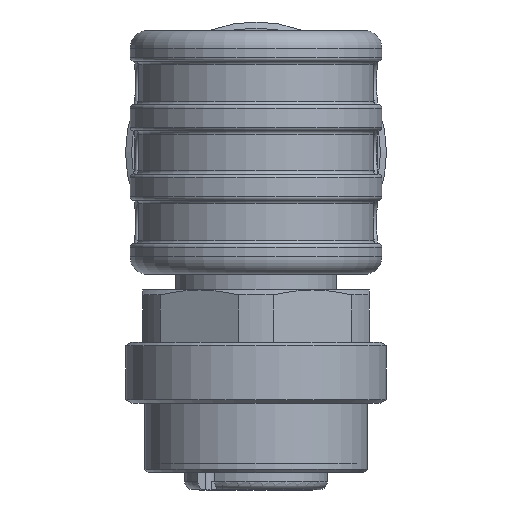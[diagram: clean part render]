
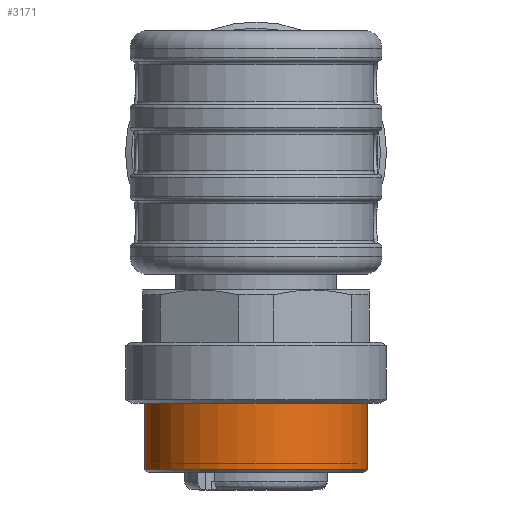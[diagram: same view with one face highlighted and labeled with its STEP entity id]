
A CAD part, left-side view. The second image highlights one B-rep face of the part: STEP entity #3171.
In plain terms, the highlighted cylindrical face has radius 6.4 mm (diameter 12.8 mm), a full revolution.
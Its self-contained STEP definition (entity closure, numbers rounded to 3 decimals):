
#3171=ADVANCED_FACE('',(#3661,#3662),#3491,.T.);
#3491=CYLINDRICAL_SURFACE('',#10988,6.4);
#3661=FACE_BOUND('',#4250,.T.);
#3662=FACE_BOUND('',#4251,.T.);
#4250=EDGE_LOOP('',(#6530));
#4251=EDGE_LOOP('',(#6531));
#6530=ORIENTED_EDGE('',*,*,#9263,.T.);
#6531=ORIENTED_EDGE('',*,*,#9264,.T.);
#7961=VERTEX_POINT('',#18530);
#7962=VERTEX_POINT('',#18532);
#9263=EDGE_CURVE('',#7961,#7961,#10069,.T.);
#9264=EDGE_CURVE('',#7962,#7962,#10070,.T.);
#10069=CIRCLE('',#10986,6.4);
#10070=CIRCLE('',#10987,6.4);
#10986=AXIS2_PLACEMENT_3D('',#18529,#13343,#13344);
#10987=AXIS2_PLACEMENT_3D('',#18531,#13345,#13346);
#10988=AXIS2_PLACEMENT_3D('',#18533,#13347,#13348);
#13343=DIRECTION('',(0.,0.,1.));
#13344=DIRECTION('',(1.,0.,0.));
#13345=DIRECTION('',(0.,0.,-1.));
#13346=DIRECTION('',(0.,1.,0.));
#13347=DIRECTION('',(0.,0.,-1.));
#13348=DIRECTION('',(0.,-1.,0.));
#18529=CARTESIAN_POINT('',(60.,60.,-18.2));
#18530=CARTESIAN_POINT('',(66.4,60.,-18.2));
#18531=CARTESIAN_POINT('',(60.,60.,-14.4));
#18532=CARTESIAN_POINT('',(60.,66.4,-14.4));
#18533=CARTESIAN_POINT('',(60.,60.,-18.4));
